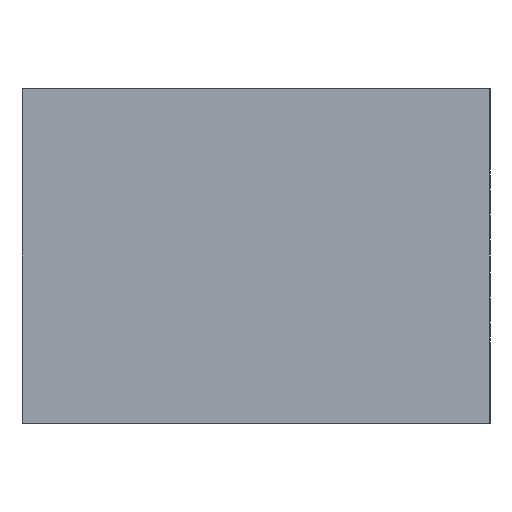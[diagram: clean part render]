
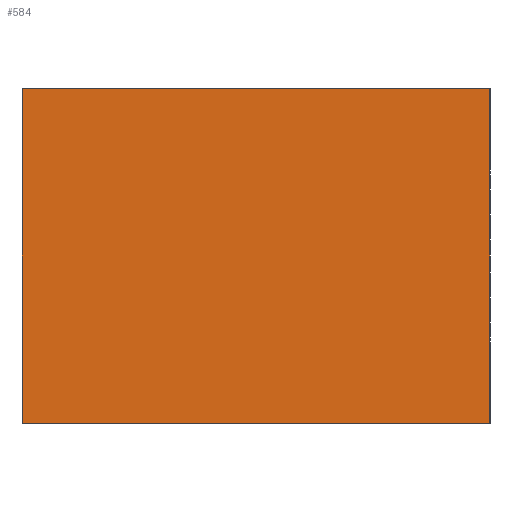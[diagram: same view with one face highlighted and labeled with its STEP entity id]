
A CAD part, left-side view. The second image highlights one B-rep face of the part: STEP entity #584.
In plain terms, the highlighted planar face has unit normal (-1, 0, 0).
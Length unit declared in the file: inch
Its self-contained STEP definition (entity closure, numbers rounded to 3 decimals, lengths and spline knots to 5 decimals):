
#25=DIRECTION('',(0.,-1.,0.));
#26=VECTOR('',#25,0.875);
#27=CARTESIAN_POINT('',(-3.63,0.625,-0.3125));
#28=LINE('',#27,#26);
#68=DIRECTION('',(0.,0.,1.));
#69=VECTOR('',#68,0.625);
#70=CARTESIAN_POINT('',(-3.63,-0.25,-0.3125));
#71=LINE('',#70,#69);
#180=DIRECTION('',(0.,-1.,0.));
#181=VECTOR('',#180,0.875);
#182=CARTESIAN_POINT('',(-3.63,0.625,0.3125));
#183=LINE('',#182,#181);
#204=DIRECTION('',(0.,0.,1.));
#205=VECTOR('',#204,0.625);
#206=CARTESIAN_POINT('',(-3.63,0.625,-0.3125));
#207=LINE('',#206,#205);
#225=CARTESIAN_POINT('',(-3.63,0.625,-0.3125));
#226=CARTESIAN_POINT('',(-3.63,-0.25,-0.3125));
#227=VERTEX_POINT('',#225);
#228=VERTEX_POINT('',#226);
#229=CARTESIAN_POINT('',(-3.63,0.625,0.3125));
#230=CARTESIAN_POINT('',(-3.63,-0.25,0.3125));
#231=VERTEX_POINT('',#229);
#232=VERTEX_POINT('',#230);
#573=CARTESIAN_POINT('',(-3.63,0.625,-0.3125));
#574=DIRECTION('',(-1.,0.,0.));
#575=DIRECTION('',(0.,-1.,0.));
#576=AXIS2_PLACEMENT_3D('',#573,#574,#575);
#577=PLANE('',#576);
#578=ORIENTED_EDGE('',*,*,#302,.F.);
#579=ORIENTED_EDGE('',*,*,#491,.T.);
#580=ORIENTED_EDGE('',*,*,#506,.T.);
#581=ORIENTED_EDGE('',*,*,#388,.F.);
#582=EDGE_LOOP('',(#578,#579,#580,#581));
#583=FACE_OUTER_BOUND('',#582,.F.);
#584=ADVANCED_FACE('',(#583),#577,.T.);
#302=EDGE_CURVE('',#227,#228,#28,.T.);
#388=EDGE_CURVE('',#228,#232,#71,.T.);
#491=EDGE_CURVE('',#227,#231,#207,.T.);
#506=EDGE_CURVE('',#231,#232,#183,.T.);
